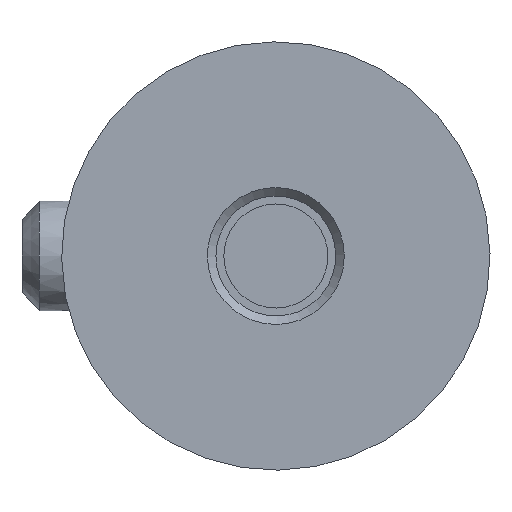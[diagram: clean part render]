
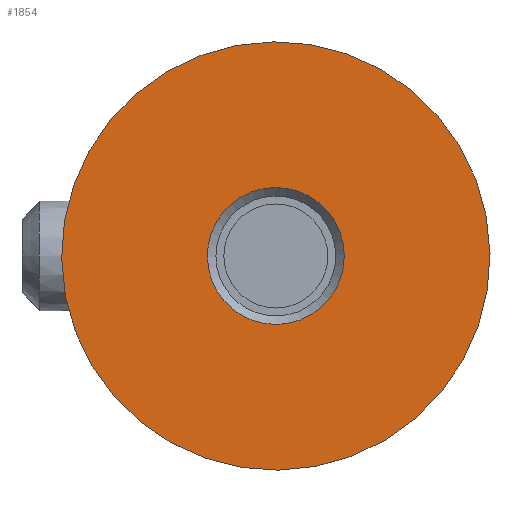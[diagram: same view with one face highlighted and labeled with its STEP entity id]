
A CAD part, left-side view. The second image highlights one B-rep face of the part: STEP entity #1854.
In plain terms, the highlighted face is planar.
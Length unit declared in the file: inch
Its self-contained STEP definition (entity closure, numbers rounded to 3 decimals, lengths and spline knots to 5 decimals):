
#239=FACE_BOUND('',#471,.T.);
#283=PLANE('',#2140);
#368=FACE_OUTER_BOUND('',#470,.T.);
#470=EDGE_LOOP('',(#1498,#1499));
#471=EDGE_LOOP('',(#1500));
#816=CIRCLE('',#2136,0.23976);
#819=CIRCLE('',#2141,0.75);
#820=CIRCLE('',#2142,0.75);
#952=VERTEX_POINT('',#3174);
#955=VERTEX_POINT('',#3184);
#956=VERTEX_POINT('',#3185);
#1153=EDGE_CURVE('',#952,#952,#816,.T.);
#1157=EDGE_CURVE('',#955,#956,#819,.T.);
#1158=EDGE_CURVE('',#956,#955,#820,.T.);
#1498=ORIENTED_EDGE('',*,*,#1157,.T.);
#1499=ORIENTED_EDGE('',*,*,#1158,.T.);
#1500=ORIENTED_EDGE('',*,*,#1153,.F.);
#1854=ADVANCED_FACE('',(#368,#239),#283,.T.);
#2136=AXIS2_PLACEMENT_3D('',#3176,#2503,#2504);
#2140=AXIS2_PLACEMENT_3D('',#3183,#2512,#2513);
#2141=AXIS2_PLACEMENT_3D('',#3186,#2514,#2515);
#2142=AXIS2_PLACEMENT_3D('',#3187,#2516,#2517);
#2503=DIRECTION('center_axis',(1.,0.,0.));
#2504=DIRECTION('ref_axis',(0.,-1.,0.));
#2512=DIRECTION('center_axis',(1.,0.,0.));
#2513=DIRECTION('ref_axis',(0.,0.,-1.));
#2514=DIRECTION('center_axis',(1.,0.,0.));
#2515=DIRECTION('ref_axis',(0.,1.,0.));
#2516=DIRECTION('center_axis',(1.,0.,0.));
#2517=DIRECTION('ref_axis',(0.,1.,0.));
#3174=CARTESIAN_POINT('',(-0.68322,0.24233,0.));
#3176=CARTESIAN_POINT('Origin',(-0.68322,0.00257,
0.));
#3183=CARTESIAN_POINT('Origin',(-0.68322,0.48245,0.));
#3184=CARTESIAN_POINT('',(-0.68322,0.75257,0.));
#3185=CARTESIAN_POINT('',(-0.68322,-0.74743,0.));
#3186=CARTESIAN_POINT('Origin',(-0.68322,0.00257,
0.));
#3187=CARTESIAN_POINT('Origin',(-0.68322,0.00257,
0.));
